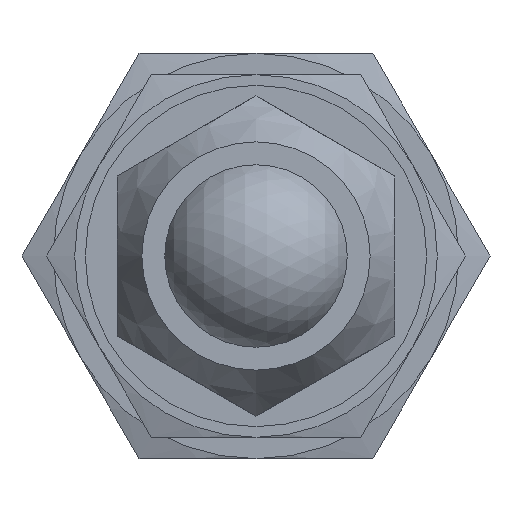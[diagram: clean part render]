
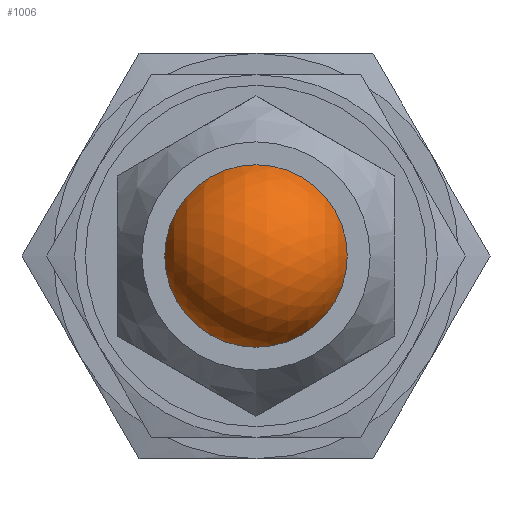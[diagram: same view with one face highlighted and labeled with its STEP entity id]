
A CAD part, left-side view. The second image highlights one B-rep face of the part: STEP entity #1006.
In plain terms, the highlighted spherical face has radius 4.5 mm.
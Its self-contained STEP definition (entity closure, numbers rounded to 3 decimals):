
#21=SPHERICAL_SURFACE('',#1113,4.5);
#132=CIRCLE('',#1114,4.277);
#263=ORIENTED_EDGE('',*,*,#501,.F.);
#501=EDGE_CURVE('',#618,#618,#132,.T.);
#618=VERTEX_POINT('',#1738);
#751=EDGE_LOOP('',(#263));
#865=FACE_BOUND('',#751,.T.);
#1006=ADVANCED_FACE('',(#865),#21,.T.);
#1113=AXIS2_PLACEMENT_3D('',#1736,#1292,#1293);
#1114=AXIS2_PLACEMENT_3D('',#1737,#1294,#1295);
#1292=DIRECTION('',(0.,1.,0.));
#1293=DIRECTION('',(-1.,0.,0.));
#1294=DIRECTION('',(1.,0.,0.));
#1295=DIRECTION('',(0.,0.,-1.));
#1736=CARTESIAN_POINT('',(4.5,0.,0.));
#1737=CARTESIAN_POINT('',(3.1,0.,0.));
#1738=CARTESIAN_POINT('',(3.1,0.,-4.277));
